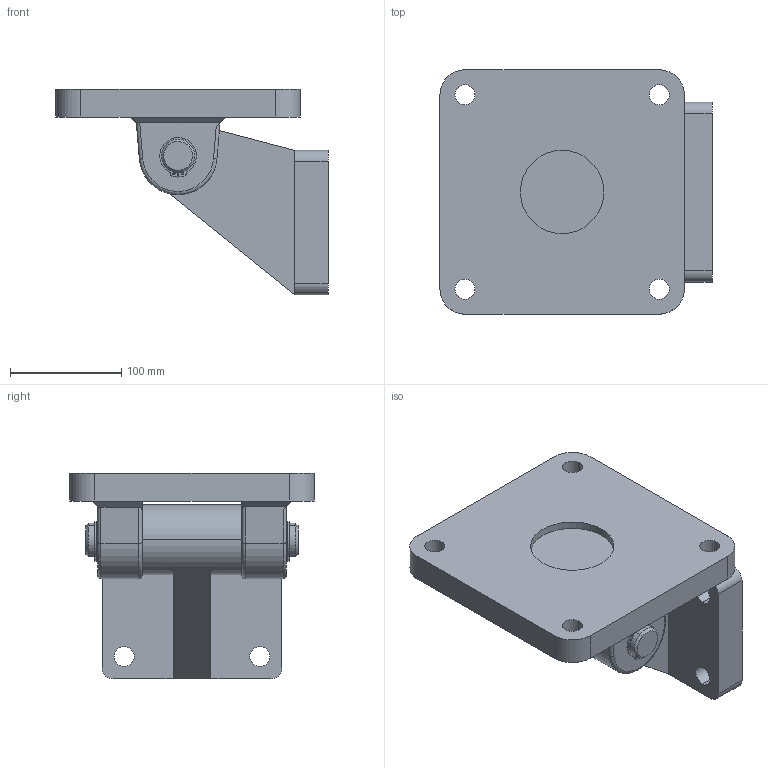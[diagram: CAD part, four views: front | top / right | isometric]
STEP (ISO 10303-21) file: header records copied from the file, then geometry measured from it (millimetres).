
FILE_DESCRIPTION (( 'STEP AP214' ), '1' );
FILE_NAME ('PMB 200 EYB.STEP', '2013-12-16T08:45:34', ( '' ), ( '' ), 'SwSTEP 2.0', 'SolidWorks 2010', '' );
FILE_SCHEMA (( 'AUTOMOTIVE_DESIGN' ));
Length unit declared in the file: millimetre
Products named in the file (5): PMB   200  EB  ; 200  EB  P軲輄Varsay齦an; 30  SEGMAN; PMB  200  YB  ; PMB  200  EYB
Assembly tree (5 placements, depth 2):
  PMB  200  EYB
    PMB  200  YB  
    200  EB  P軲輄Varsay齦an
    PMB   200  EB  
    30  SEGMAN  x2
Bounding box: 245 x 220 x 185 mm (x, y, z)
Volume: 2710213.1 mm3; surface area: 286500 mm2
Topology: 5 solids, 5 shells, 149 faces, 380 edges, 248 vertices
Faces by surface type: cylinder 87, plane 52, torus 6, cone 4
Entity records: 4116 total; most frequent: DIRECTION 734, CARTESIAN_POINT 687, ORIENTED_EDGE 640, EDGE_CURVE 320, AXIS2_PLACEMENT_3D 287, VERTEX_POINT 208, LINE 160, VECTOR 160
